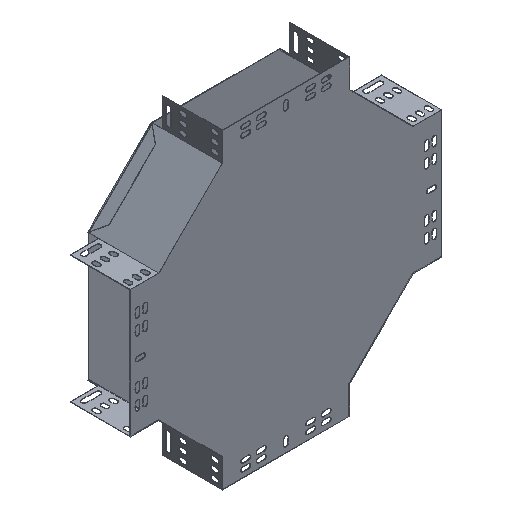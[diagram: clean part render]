
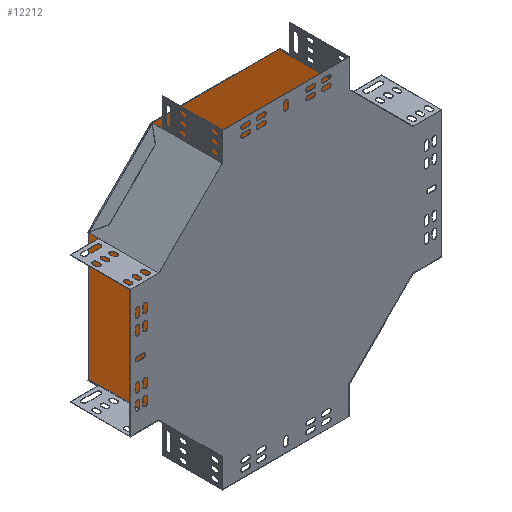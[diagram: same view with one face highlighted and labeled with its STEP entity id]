
A CAD part, isometric view. The second image highlights one B-rep face of the part: STEP entity #12212.
In plain terms, the highlighted planar face has unit normal (0, -1, 0).
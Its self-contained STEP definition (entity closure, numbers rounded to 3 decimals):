
#522 = ORIENTED_EDGE ( 'NONE', *, *, #15372, .F. ) ;
#633 = CARTESIAN_POINT ( 'NONE',  ( 209.263, 189.964, 105.051 ) ) ;
#879 = ORIENTED_EDGE ( 'NONE', *, *, #6631, .F. ) ;
#1418 = VECTOR ( 'NONE', #3029, 1000. ) ;
#1457 = FACE_OUTER_BOUND ( 'NONE', #10624, .T. ) ;
#1757 = LINE ( 'NONE', #4662, #14086 ) ;
#1838 = DIRECTION ( 'NONE',  ( 0.707, 0., -0.707 ) ) ;
#2129 = VECTOR ( 'NONE', #5160, 1000. ) ;
#2182 = LINE ( 'NONE', #4365, #5049 ) ;
#2262 = CARTESIAN_POINT ( 'NONE',  ( -293.137, 189.964, 4.251 ) ) ;
#2951 = ORIENTED_EDGE ( 'NONE', *, *, #7192, .F. ) ;
#3029 = DIRECTION ( 'NONE',  ( -0.707, 0., 0.707 ) ) ;
#3162 = VECTOR ( 'NONE', #5905, 1000. ) ;
#3629 = CARTESIAN_POINT ( 'NONE',  ( -192.337, 189.964, -96.549 ) ) ;
#3697 = EDGE_CURVE ( 'NONE', #14360, #4581, #9866, .T. ) ;
#3702 = CARTESIAN_POINT ( 'NONE',  ( 209.263, 189.964, 105.051 ) ) ;
#3914 = CARTESIAN_POINT ( 'NONE',  ( -192.337, 189.964, -96.549 ) ) ;
#3967 = CARTESIAN_POINT ( 'NONE',  ( -92.337, 189.964, -196.549 ) ) ;
#3969 = CARTESIAN_POINT ( 'NONE',  ( 109.263, 189.964, -196.549 ) ) ;
#4334 = EDGE_CURVE ( 'NONE', #9131, #11815, #4499, .T. ) ;
#4365 = CARTESIAN_POINT ( 'NONE',  ( -92.337, 189.964, 205.051 ) ) ;
#4494 = ORIENTED_EDGE ( 'NONE', *, *, #14444, .F. ) ;
#4499 = LINE ( 'NONE', #10220, #11980 ) ;
#4581 = VERTEX_POINT ( 'NONE', #11753 ) ;
#4662 = CARTESIAN_POINT ( 'NONE',  ( 109.263, 189.964, -196.549 ) ) ;
#5049 = VECTOR ( 'NONE', #5589, 1000. ) ;
#5160 = DIRECTION ( 'NONE',  ( 0., 0., 1. ) ) ;
#5589 = DIRECTION ( 'NONE',  ( 0.707, 0., 0.707 ) ) ;
#5650 = ORIENTED_EDGE ( 'NONE', *, *, #4334, .F. ) ;
#5905 = DIRECTION ( 'NONE',  ( 0., 0., -1. ) ) ;
#6004 = DIRECTION ( 'NONE',  ( 0., 0., -1. ) ) ;
#6023 = VECTOR ( 'NONE', #10988, 1000. ) ;
#6631 = EDGE_CURVE ( 'NONE', #9225, #7216, #1757, .T. ) ;
#6906 = VERTEX_POINT ( 'NONE', #12956 ) ;
#7192 = EDGE_CURVE ( 'NONE', #13701, #6906, #11545, .T. ) ;
#7216 = VERTEX_POINT ( 'NONE', #3967 ) ;
#8027 = CARTESIAN_POINT ( 'NONE',  ( -92.337, 189.964, 205.051 ) ) ;
#8113 = ORIENTED_EDGE ( 'NONE', *, *, #3697, .F. ) ;
#8459 = ORIENTED_EDGE ( 'NONE', *, *, #11624, .F. ) ;
#9020 = CARTESIAN_POINT ( 'NONE',  ( -192.337, 189.964, -96.549 ) ) ;
#9131 = VERTEX_POINT ( 'NONE', #8027 ) ;
#9225 = VERTEX_POINT ( 'NONE', #12626 ) ;
#9344 = LINE ( 'NONE', #633, #15403 ) ;
#9459 = PLANE ( 'NONE',  #12021 ) ;
#9866 = LINE ( 'NONE', #15462, #3162 ) ;
#10220 = CARTESIAN_POINT ( 'NONE',  ( -92.337, 189.964, 205.051 ) ) ;
#10485 = DIRECTION ( 'NONE',  ( -1., 0., 0. ) ) ;
#10512 = LINE ( 'NONE', #9020, #1418 ) ;
#10624 = EDGE_LOOP ( 'NONE', ( #14548, #2951, #522, #879, #4494, #8113, #8459, #5650 ) ) ;
#10988 = DIRECTION ( 'NONE',  ( -0.707, 0., -0.707 ) ) ;
#11406 = DIRECTION ( 'NONE',  ( 1., 0., 0. ) ) ;
#11545 = LINE ( 'NONE', #3914, #2129 ) ;
#11624 = EDGE_CURVE ( 'NONE', #11815, #14360, #9344, .T. ) ;
#11753 = CARTESIAN_POINT ( 'NONE',  ( 209.263, 189.964, -96.549 ) ) ;
#11815 = VERTEX_POINT ( 'NONE', #12653 ) ;
#11980 = VECTOR ( 'NONE', #11406, 1000. ) ;
#12021 = AXIS2_PLACEMENT_3D ( 'NONE', #2262, #12981, #6004 ) ;
#12212 = ADVANCED_FACE ( 'NONE', ( #1457 ), #9459, .T. ) ;
#12545 = LINE ( 'NONE', #3969, #6023 ) ;
#12599 = EDGE_CURVE ( 'NONE', #6906, #9131, #2182, .T. ) ;
#12626 = CARTESIAN_POINT ( 'NONE',  ( 109.263, 189.964, -196.549 ) ) ;
#12653 = CARTESIAN_POINT ( 'NONE',  ( 109.263, 189.964, 205.051 ) ) ;
#12956 = CARTESIAN_POINT ( 'NONE',  ( -192.337, 189.964, 105.051 ) ) ;
#12981 = DIRECTION ( 'NONE',  ( 0., -1., 0. ) ) ;
#13701 = VERTEX_POINT ( 'NONE', #3629 ) ;
#14086 = VECTOR ( 'NONE', #10485, 1000. ) ;
#14360 = VERTEX_POINT ( 'NONE', #3702 ) ;
#14444 = EDGE_CURVE ( 'NONE', #4581, #9225, #12545, .T. ) ;
#14548 = ORIENTED_EDGE ( 'NONE', *, *, #12599, .F. ) ;
#15372 = EDGE_CURVE ( 'NONE', #7216, #13701, #10512, .T. ) ;
#15403 = VECTOR ( 'NONE', #1838, 1000. ) ;
#15462 = CARTESIAN_POINT ( 'NONE',  ( 209.263, 189.964, 105.051 ) ) ;
